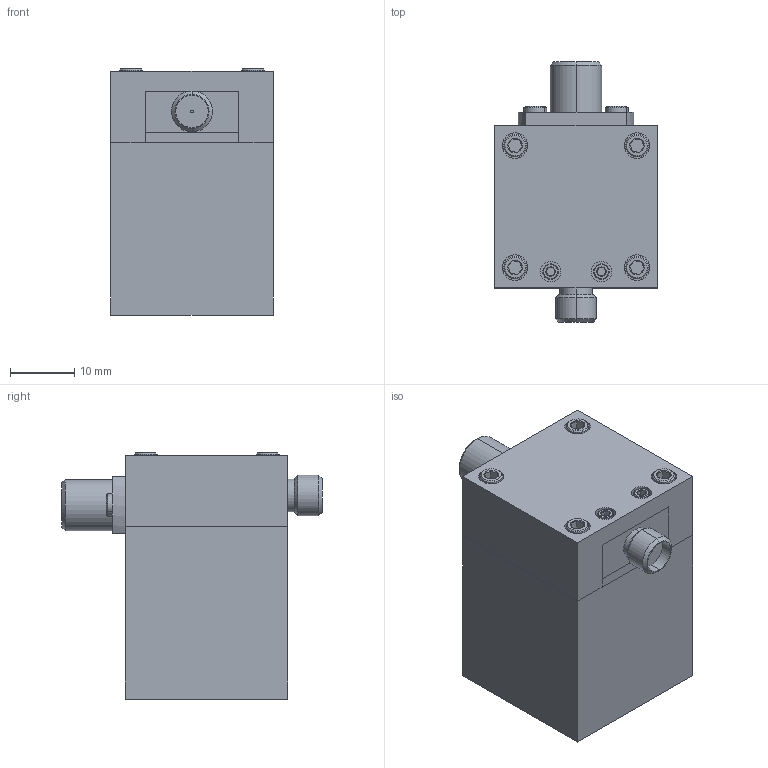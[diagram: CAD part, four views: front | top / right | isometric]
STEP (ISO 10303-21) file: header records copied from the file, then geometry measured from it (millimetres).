
FILE_DESCRIPTION (( 'STEP AP203' ), '1' );
FILE_NAME ('SV2-FC.STEP', '2010-12-10T13:31:41', ( 'Admin' ), ( 'Thorlabs, Inc.' ), 'SwSTEP 2.0', 'SolidWorks 2009', '' );
FILE_SCHEMA (( 'CONFIG_CONTROL_DESIGN' ));
Products named in the file (1): SV2-FC
Bounding box: 25.4 x 40.64 x 38.43 mm (x, y, z)
Volume: 25108.5 mm3; surface area: 7173.2 mm2
Topology: 9 solids, 9 shells, 773 faces, 2011 edges, 1280 vertices
Faces by surface type: cylinder 520, cone 126, plane 111, bspline 16
Entity records: 44446 total; most frequent: CARTESIAN_POINT 28287, ORIENTED_EDGE 3990, DIRECTION 2793, EDGE_CURVE 1995, VERTEX_POINT 1280, AXIS2_PLACEMENT_3D 1040, EDGE_LOOP 813, ADVANCED_FACE 773
